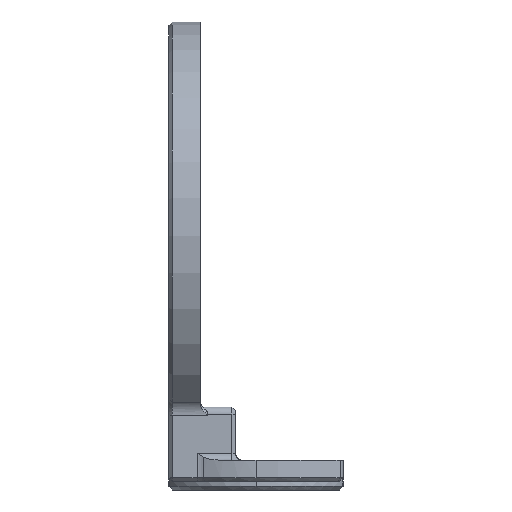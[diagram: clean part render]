
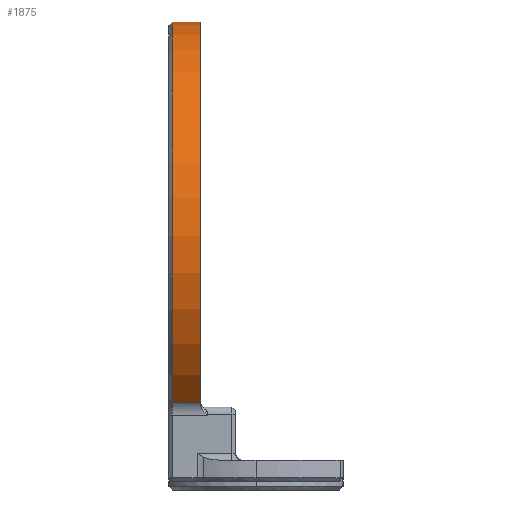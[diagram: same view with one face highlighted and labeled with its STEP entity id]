
A CAD part, left-side view. The second image highlights one B-rep face of the part: STEP entity #1875.
In plain terms, the highlighted cylindrical face has radius 62 mm (diameter 124 mm), a partial arc.
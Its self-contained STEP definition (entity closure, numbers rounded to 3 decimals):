
#204 = LINE ( 'NONE', #267, #2271 ) ;
#255 = EDGE_CURVE ( 'NONE', #2642, #1250, #1074, .T. ) ;
#267 = CARTESIAN_POINT ( 'NONE',  ( -41.118, 15.85, 25.096 ) ) ;
#368 = FACE_OUTER_BOUND ( 'NONE', #3283, .T. ) ;
#433 = VERTEX_POINT ( 'NONE', #4452 ) ;
#454 = DIRECTION ( 'NONE',  ( 0., 1., 0. ) ) ;
#1001 = VERTEX_POINT ( 'NONE', #5932 ) ;
#1054 = CARTESIAN_POINT ( 'NONE',  ( 0., 23.85, 133.5 ) ) ;
#1074 = LINE ( 'NONE', #3436, #5125 ) ;
#1250 = VERTEX_POINT ( 'NONE', #1054 ) ;
#1321 = EDGE_CURVE ( 'NONE', #433, #2642, #3003, .T. ) ;
#1421 = CYLINDRICAL_SURFACE ( 'NONE', #5211, 62. ) ;
#1509 = CIRCLE ( 'NONE', #2292, 62. ) ;
#1650 = DIRECTION ( 'NONE',  ( 0., -1., 0. ) ) ;
#1712 = CARTESIAN_POINT ( 'NONE',  ( 0., 15.85, 133.5 ) ) ;
#1875 = ADVANCED_FACE ( 'NONE', ( #368 ), #1421, .T. ) ;
#2271 = VECTOR ( 'NONE', #3992, 1000. ) ;
#2292 = AXIS2_PLACEMENT_3D ( 'NONE', #5749, #1650, #5290 ) ;
#2642 = VERTEX_POINT ( 'NONE', #1712 ) ;
#2748 = ORIENTED_EDGE ( 'NONE', *, *, #3257, .T. ) ;
#2813 = ORIENTED_EDGE ( 'NONE', *, *, #1321, .T. ) ;
#2979 = DIRECTION ( 'NONE',  ( 0., 1., 0. ) ) ;
#3003 = CIRCLE ( 'NONE', #5741, 62. ) ;
#3257 = EDGE_CURVE ( 'NONE', #1001, #433, #204, .T. ) ;
#3283 = EDGE_LOOP ( 'NONE', ( #2813, #3370, #5602, #2748 ) ) ;
#3370 = ORIENTED_EDGE ( 'NONE', *, *, #255, .T. ) ;
#3436 = CARTESIAN_POINT ( 'NONE',  ( 0., 15.85, 133.5 ) ) ;
#3743 = DIRECTION ( 'NONE',  ( 0., 0., 1. ) ) ;
#3808 = CARTESIAN_POINT ( 'NONE',  ( 0., 15.85, 71.5 ) ) ;
#3910 = CARTESIAN_POINT ( 'NONE',  ( 0., 15.85, 71.5 ) ) ;
#3992 = DIRECTION ( 'NONE',  ( 0., -1., 0. ) ) ;
#4056 = EDGE_CURVE ( 'NONE', #1250, #1001, #1509, .T. ) ;
#4198 = DIRECTION ( 'NONE',  ( 0., 0., 1. ) ) ;
#4452 = CARTESIAN_POINT ( 'NONE',  ( -41.118, 15.85, 25.096 ) ) ;
#5125 = VECTOR ( 'NONE', #2979, 1000. ) ;
#5190 = DIRECTION ( 'NONE',  ( 0., 1., 0. ) ) ;
#5211 = AXIS2_PLACEMENT_3D ( 'NONE', #3808, #5190, #3743 ) ;
#5290 = DIRECTION ( 'NONE',  ( 0., 0., 1. ) ) ;
#5602 = ORIENTED_EDGE ( 'NONE', *, *, #4056, .T. ) ;
#5741 = AXIS2_PLACEMENT_3D ( 'NONE', #3910, #454, #4198 ) ;
#5749 = CARTESIAN_POINT ( 'NONE',  ( 0., 23.85, 71.5 ) ) ;
#5932 = CARTESIAN_POINT ( 'NONE',  ( -41.118, 23.85, 25.096 ) ) ;
